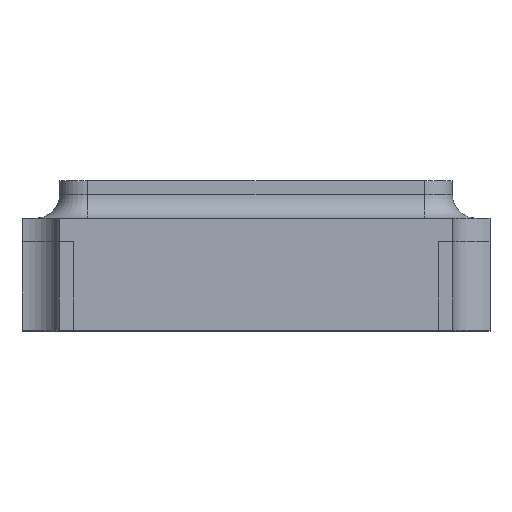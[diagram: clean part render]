
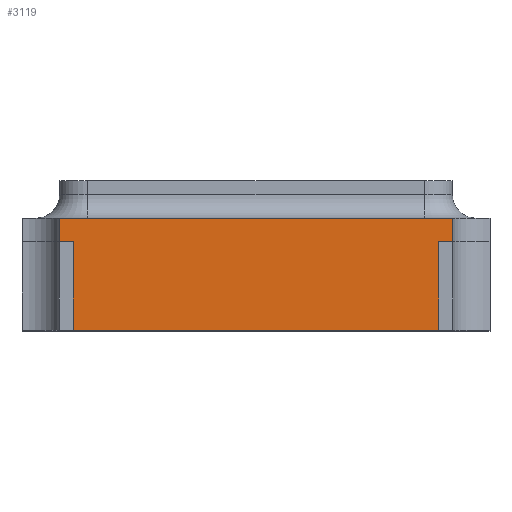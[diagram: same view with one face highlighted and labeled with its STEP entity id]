
A CAD part, top view. The second image highlights one B-rep face of the part: STEP entity #3119.
In plain terms, the highlighted planar face has unit normal (0, 0, 1).
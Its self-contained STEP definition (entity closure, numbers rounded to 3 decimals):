
#50 = VECTOR ( 'NONE', #2627, 1000. ) ;
#57 = VECTOR ( 'NONE', #2348, 1000. ) ;
#161 = CARTESIAN_POINT ( 'NONE',  ( -1.05, 0.6, 1.6 ) ) ;
#201 = PLANE ( 'NONE',  #2701 ) ;
#246 = CARTESIAN_POINT ( 'NONE',  ( 0., 0.6, 1.6 ) ) ;
#296 = CARTESIAN_POINT ( 'NONE',  ( 0.975, 0.475, 1.6 ) ) ;
#404 = VECTOR ( 'NONE', #2672, 1000. ) ;
#438 = EDGE_CURVE ( 'NONE', #677, #1722, #561, .T. ) ;
#448 = LINE ( 'NONE', #3496, #57 ) ;
#525 = DIRECTION ( 'NONE',  ( 0., 0., -1. ) ) ;
#545 = CARTESIAN_POINT ( 'NONE',  ( -0.975, 0.475, 1.6 ) ) ;
#561 = LINE ( 'NONE', #545, #1476 ) ;
#579 = VECTOR ( 'NONE', #993, 1000. ) ;
#612 = CARTESIAN_POINT ( 'NONE',  ( -0.975, 0., 1.6 ) ) ;
#637 = VECTOR ( 'NONE', #2437, 1000. ) ;
#671 = LINE ( 'NONE', #1229, #3307 ) ;
#677 = VERTEX_POINT ( 'NONE', #2741 ) ;
#734 = LINE ( 'NONE', #1287, #404 ) ;
#758 = VERTEX_POINT ( 'NONE', #3275 ) ;
#760 = CARTESIAN_POINT ( 'NONE',  ( 0.975, 0.475, 1.6 ) ) ;
#935 = EDGE_CURVE ( 'NONE', #677, #1753, #1240, .T. ) ;
#985 = ORIENTED_EDGE ( 'NONE', *, *, #2303, .T. ) ;
#993 = DIRECTION ( 'NONE',  ( 0., -1., 0. ) ) ;
#1041 = CARTESIAN_POINT ( 'NONE',  ( 0., 0.6, 1.6 ) ) ;
#1229 = CARTESIAN_POINT ( 'NONE',  ( 1.05, 0.6, 1.6 ) ) ;
#1235 = VERTEX_POINT ( 'NONE', #3231 ) ;
#1240 = LINE ( 'NONE', #2834, #50 ) ;
#1287 = CARTESIAN_POINT ( 'NONE',  ( 0., 0.475, 1.6 ) ) ;
#1361 = ORIENTED_EDGE ( 'NONE', *, *, #1962, .F. ) ;
#1392 = DIRECTION ( 'NONE',  ( 0., -1., 0. ) ) ;
#1466 = CARTESIAN_POINT ( 'NONE',  ( -1.05, 0.475, 1.6 ) ) ;
#1476 = VECTOR ( 'NONE', #1613, 1000. ) ;
#1491 = LINE ( 'NONE', #161, #579 ) ;
#1516 = ORIENTED_EDGE ( 'NONE', *, *, #1623, .T. ) ;
#1595 = ORIENTED_EDGE ( 'NONE', *, *, #935, .F. ) ;
#1613 = DIRECTION ( 'NONE',  ( 0., -1., 0. ) ) ;
#1623 = EDGE_CURVE ( 'NONE', #1722, #2503, #448, .T. ) ;
#1646 = ORIENTED_EDGE ( 'NONE', *, *, #3135, .F. ) ;
#1668 = EDGE_CURVE ( 'NONE', #1235, #1683, #734, .T. ) ;
#1683 = VERTEX_POINT ( 'NONE', #760 ) ;
#1722 = VERTEX_POINT ( 'NONE', #612 ) ;
#1753 = VERTEX_POINT ( 'NONE', #1466 ) ;
#1765 = VECTOR ( 'NONE', #1392, 1000. ) ;
#1962 = EDGE_CURVE ( 'NONE', #2351, #1235, #671, .T. ) ;
#2099 = CARTESIAN_POINT ( 'NONE',  ( 1.05, 0.6, 1.6 ) ) ;
#2146 = LINE ( 'NONE', #246, #637 ) ;
#2150 = ORIENTED_EDGE ( 'NONE', *, *, #1668, .F. ) ;
#2303 = EDGE_CURVE ( 'NONE', #758, #1753, #1491, .T. ) ;
#2319 = DIRECTION ( 'NONE',  ( 0., -1., 0. ) ) ;
#2348 = DIRECTION ( 'NONE',  ( 1., 0., 0. ) ) ;
#2351 = VERTEX_POINT ( 'NONE', #2099 ) ;
#2437 = DIRECTION ( 'NONE',  ( 1., 0., 0. ) ) ;
#2503 = VERTEX_POINT ( 'NONE', #2519 ) ;
#2519 = CARTESIAN_POINT ( 'NONE',  ( 0.975, 0., 1.6 ) ) ;
#2524 = ORIENTED_EDGE ( 'NONE', *, *, #438, .T. ) ;
#2598 = EDGE_CURVE ( 'NONE', #1683, #2503, #2752, .T. ) ;
#2627 = DIRECTION ( 'NONE',  ( -1., 0., 0. ) ) ;
#2663 = EDGE_LOOP ( 'NONE', ( #1595, #2524, #1516, #3502, #2150, #1361, #1646, #985 ) ) ;
#2672 = DIRECTION ( 'NONE',  ( -1., 0., 0. ) ) ;
#2701 = AXIS2_PLACEMENT_3D ( 'NONE', #1041, #525, #3491 ) ;
#2741 = CARTESIAN_POINT ( 'NONE',  ( -0.975, 0.475, 1.6 ) ) ;
#2752 = LINE ( 'NONE', #296, #1765 ) ;
#2834 = CARTESIAN_POINT ( 'NONE',  ( 0., 0.475, 1.6 ) ) ;
#3119 = ADVANCED_FACE ( 'NONE', ( #3181 ), #201, .F. ) ;
#3135 = EDGE_CURVE ( 'NONE', #758, #2351, #2146, .T. ) ;
#3181 = FACE_OUTER_BOUND ( 'NONE', #2663, .T. ) ;
#3231 = CARTESIAN_POINT ( 'NONE',  ( 1.05, 0.475, 1.6 ) ) ;
#3275 = CARTESIAN_POINT ( 'NONE',  ( -1.05, 0.6, 1.6 ) ) ;
#3307 = VECTOR ( 'NONE', #2319, 1000. ) ;
#3491 = DIRECTION ( 'NONE',  ( -1., 0., 0. ) ) ;
#3496 = CARTESIAN_POINT ( 'NONE',  ( 0., 0., 1.6 ) ) ;
#3502 = ORIENTED_EDGE ( 'NONE', *, *, #2598, .F. ) ;
